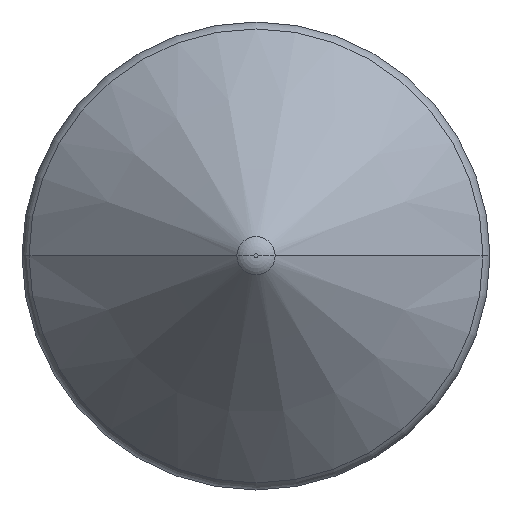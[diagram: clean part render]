
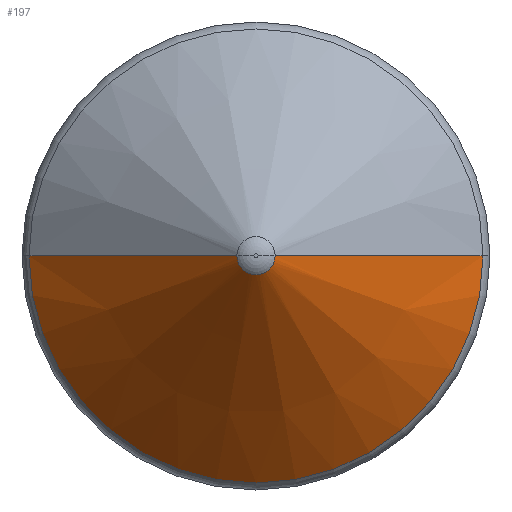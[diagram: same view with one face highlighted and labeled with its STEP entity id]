
A CAD part, top view. The second image highlights one B-rep face of the part: STEP entity #197.
In plain terms, the highlighted conical face has half-angle 45 degrees and reference radius 0.949 mm.
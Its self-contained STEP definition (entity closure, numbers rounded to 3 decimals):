
#6 = VERTEX_POINT ( 'NONE', #246 ) ;
#9 = VERTEX_POINT ( 'NONE', #260 ) ;
#16 = VERTEX_POINT ( 'NONE', #269 ) ;
#18 = VERTEX_POINT ( 'NONE', #247 ) ;
#119 = EDGE_CURVE ( 'NONE', #9, #18, #593, .T. ) ;
#120 = EDGE_CURVE ( 'NONE', #6, #16, #587, .T. ) ;
#136 = ORIENTED_EDGE ( 'NONE', *, *, #137, .F. ) ;
#137 = EDGE_CURVE ( 'NONE', #6, #9, #572, .T. ) ;
#138 = EDGE_LOOP ( 'NONE', ( #199, #136, #198, #221 ) ) ;
#197 = ADVANCED_FACE ( 'NONE', ( #662 ), #657, .T. ) ;
#198 = ORIENTED_EDGE ( 'NONE', *, *, #120, .T. ) ;
#199 = ORIENTED_EDGE ( 'NONE', *, *, #119, .F. ) ;
#201 = EDGE_CURVE ( 'NONE', #16, #18, #673, .T. ) ;
#221 = ORIENTED_EDGE ( 'NONE', *, *, #201, .T. ) ;
#246 = CARTESIAN_POINT ( 'NONE',  ( -0.949, 0., 99.649 ) ) ;
#247 = CARTESIAN_POINT ( 'NONE',  ( 11.272, 0., 89.325 ) ) ;
#260 = CARTESIAN_POINT ( 'NONE',  ( 0.949, 0., 99.649 ) ) ;
#269 = CARTESIAN_POINT ( 'NONE',  ( -11.272, 0., 89.325 ) ) ;
#545 = AXIS2_PLACEMENT_3D ( 'NONE', #571, #596, #595 ) ;
#547 = VECTOR ( 'NONE', #630, 1000. ) ;
#548 = CARTESIAN_POINT ( 'NONE',  ( -0.949, 0., 99.649 ) ) ;
#562 = CARTESIAN_POINT ( 'NONE',  ( 0.949, 0., 99.649 ) ) ;
#563 = DIRECTION ( 'NONE',  ( -0.707, 0., -0.707 ) ) ;
#564 = VECTOR ( 'NONE', #563, 1000. ) ;
#571 = CARTESIAN_POINT ( 'NONE',  ( 0., 0., 99.649 ) ) ;
#572 = CIRCLE ( 'NONE', #545, 0.949 ) ;
#587 = LINE ( 'NONE', #548, #564 ) ;
#593 = LINE ( 'NONE', #562, #547 ) ;
#595 = DIRECTION ( 'NONE',  ( 1., 0., 0. ) ) ;
#596 = DIRECTION ( 'NONE',  ( 0., 0., 1. ) ) ;
#630 = DIRECTION ( 'NONE',  ( 0.707, 0., -0.707 ) ) ;
#655 = DIRECTION ( 'NONE',  ( 0., 0., -1. ) ) ;
#657 = CONICAL_SURFACE ( 'NONE', #712, 0.949, 0.785 ) ;
#660 = CARTESIAN_POINT ( 'NONE',  ( 0., 0., 99.649 ) ) ;
#662 = FACE_OUTER_BOUND ( 'NONE', #138, .T. ) ;
#673 = CIRCLE ( 'NONE', #677, 11.272 ) ;
#674 = DIRECTION ( 'NONE',  ( -1., 0., 0. ) ) ;
#676 = CARTESIAN_POINT ( 'NONE',  ( 0., 0., 89.325 ) ) ;
#677 = AXIS2_PLACEMENT_3D ( 'NONE', #676, #686, #685 ) ;
#685 = DIRECTION ( 'NONE',  ( 1., 0., 0. ) ) ;
#686 = DIRECTION ( 'NONE',  ( 0., 0., 1. ) ) ;
#712 = AXIS2_PLACEMENT_3D ( 'NONE', #660, #655, #674 ) ;
